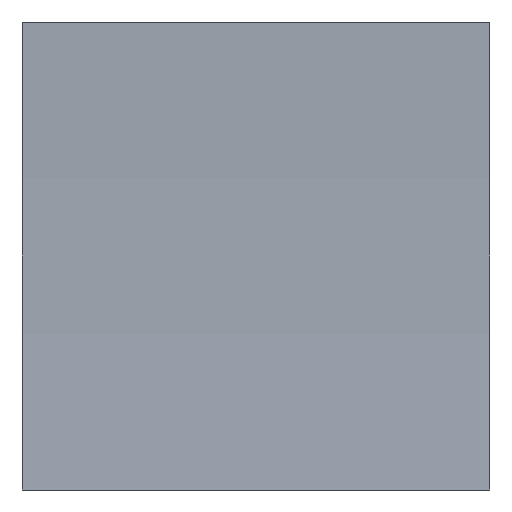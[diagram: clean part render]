
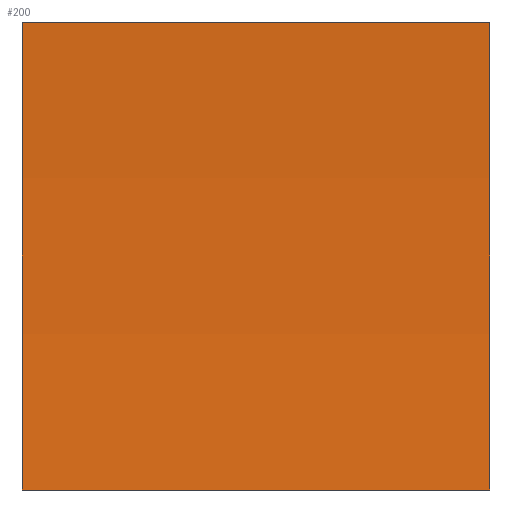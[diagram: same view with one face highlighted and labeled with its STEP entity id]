
A CAD part, left-side view. The second image highlights one B-rep face of the part: STEP entity #200.
In plain terms, the highlighted cylindrical face has radius 91.7 mm (diameter 183.4 mm), a partial arc.
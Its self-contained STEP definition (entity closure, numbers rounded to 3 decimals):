
#5 = DIRECTION ( 'NONE',  ( 0., -1., 0. ) ) ;
#10 = DIRECTION ( 'NONE',  ( 0., -1., 0. ) ) ;
#13 = VECTOR ( 'NONE', #5, 1000. ) ;
#15 = EDGE_CURVE ( 'NONE', #166, #125, #74, .T. ) ;
#18 = EDGE_LOOP ( 'NONE', ( #69, #122, #41, #141 ) ) ;
#29 = AXIS2_PLACEMENT_3D ( 'NONE', #145, #85, #192 ) ;
#33 = EDGE_CURVE ( 'NONE', #52, #114, #202, .T. ) ;
#36 = CYLINDRICAL_SURFACE ( 'NONE', #29, 91.7 ) ;
#41 = ORIENTED_EDGE ( 'NONE', *, *, #33, .F. ) ;
#44 = LINE ( 'NONE', #170, #151 ) ;
#50 = CARTESIAN_POINT ( 'NONE',  ( -93.7, 0., 5. ) ) ;
#52 = VERTEX_POINT ( 'NONE', #183 ) ;
#59 = DIRECTION ( 'NONE',  ( 0., -1., 0. ) ) ;
#66 = DIRECTION ( 'NONE',  ( 0., 0., 1. ) ) ;
#68 = LINE ( 'NONE', #129, #13 ) ;
#69 = ORIENTED_EDGE ( 'NONE', *, *, #15, .T. ) ;
#74 = CIRCLE ( 'NONE', #97, 91.7 ) ;
#77 = EDGE_CURVE ( 'NONE', #114, #125, #68, .T. ) ;
#79 = CARTESIAN_POINT ( 'NONE',  ( -2.136, 10., 10. ) ) ;
#85 = DIRECTION ( 'NONE',  ( 0., -1., 0. ) ) ;
#97 = AXIS2_PLACEMENT_3D ( 'NONE', #50, #10, #66 ) ;
#114 = VERTEX_POINT ( 'NONE', #79 ) ;
#122 = ORIENTED_EDGE ( 'NONE', *, *, #77, .F. ) ;
#124 = EDGE_CURVE ( 'NONE', #52, #166, #44, .T. ) ;
#125 = VERTEX_POINT ( 'NONE', #174 ) ;
#129 = CARTESIAN_POINT ( 'NONE',  ( -2.136, 10., 10. ) ) ;
#141 = ORIENTED_EDGE ( 'NONE', *, *, #124, .T. ) ;
#143 = CARTESIAN_POINT ( 'NONE',  ( -93.7, 10., 5. ) ) ;
#145 = CARTESIAN_POINT ( 'NONE',  ( -93.7, 10., 5. ) ) ;
#146 = CARTESIAN_POINT ( 'NONE',  ( -2.136, 0., 0. ) ) ;
#151 = VECTOR ( 'NONE', #169, 1000. ) ;
#166 = VERTEX_POINT ( 'NONE', #146 ) ;
#169 = DIRECTION ( 'NONE',  ( 0., -1., 0. ) ) ;
#170 = CARTESIAN_POINT ( 'NONE',  ( -2.136, 10., 0. ) ) ;
#171 = AXIS2_PLACEMENT_3D ( 'NONE', #143, #59, #186 ) ;
#174 = CARTESIAN_POINT ( 'NONE',  ( -2.136, 0., 10. ) ) ;
#183 = CARTESIAN_POINT ( 'NONE',  ( -2.136, 10., 0. ) ) ;
#186 = DIRECTION ( 'NONE',  ( 0., 0., 1. ) ) ;
#191 = FACE_OUTER_BOUND ( 'NONE', #18, .T. ) ;
#192 = DIRECTION ( 'NONE',  ( 0., 0., -1. ) ) ;
#200 = ADVANCED_FACE ( 'NONE', ( #191 ), #36, .F. ) ;
#202 = CIRCLE ( 'NONE', #171, 91.7 ) ;
